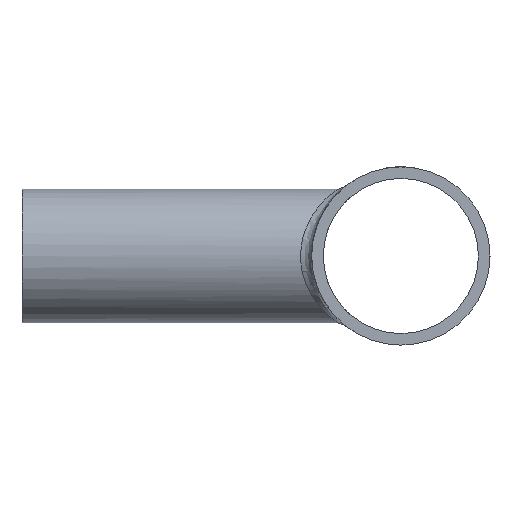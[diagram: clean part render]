
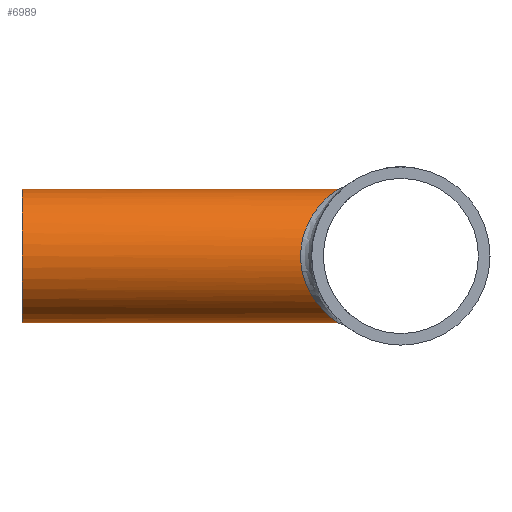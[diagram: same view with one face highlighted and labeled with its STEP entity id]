
A CAD part, left-side view. The second image highlights one B-rep face of the part: STEP entity #6989.
In plain terms, the highlighted cylindrical face has radius 9.525 mm (diameter 19.05 mm), a full revolution.
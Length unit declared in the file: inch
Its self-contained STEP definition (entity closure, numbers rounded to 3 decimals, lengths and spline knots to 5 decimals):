
#141=FACE_BOUND('',#1289,.T.);
#871=FACE_OUTER_BOUND('',#1288,.T.);
#1288=EDGE_LOOP('',(#6528));
#1289=EDGE_LOOP('',(#6529));
#2437=CIRCLE('',#7425,0.375);
#2754=B_SPLINE_CURVE_WITH_KNOTS('',3,(#15121,#15122,#15123,#15124,#15125,
#15126,#15127,#15128,#15129,#15130,#15131,#15132,#15133,#15134,#15135,#15136,
#15137,#15138,#15139,#15140,#15141,#15142),.UNSPECIFIED.,.T.,.F.,(4,1,1,
1,1,1,1,1,1,1,1,1,1,1,1,1,1,1,1,4),(0.,0.21698,0.43397,
0.86793,1.3019,1.51888,1.73586,2.02518,
2.6038,2.89311,3.18242,3.47173,3.90569,
4.33966,4.55664,4.77363,5.20759,5.64156,
5.85854,6.07553),.UNSPECIFIED.);
#3441=VERTEX_POINT('',#15119);
#3442=VERTEX_POINT('',#15144);
#4474=EDGE_CURVE('',#3441,#3441,#2754,.T.);
#4475=EDGE_CURVE('',#3442,#3442,#2437,.T.);
#6528=ORIENTED_EDGE('',*,*,#4475,.T.);
#6529=ORIENTED_EDGE('',*,*,#4474,.F.);
#6581=CYLINDRICAL_SURFACE('',#7424,0.375);
#6989=ADVANCED_FACE('',(#871,#141),#6581,.T.);
#7424=AXIS2_PLACEMENT_3D('',#15143,#8796,#8797);
#7425=AXIS2_PLACEMENT_3D('',#15145,#8798,#8799);
#8796=DIRECTION('center_axis',(0.,-1.,0.));
#8797=DIRECTION('ref_axis',(1.,0.,0.));
#8798=DIRECTION('center_axis',(0.,-1.,0.));
#8799=DIRECTION('ref_axis',(1.,0.,0.));
#15119=CARTESIAN_POINT('',(0.,0.35355,0.375));
#15121=CARTESIAN_POINT('Ctrl Pts',(0.,0.35353,
0.375));
#15122=CARTESIAN_POINT('Ctrl Pts',(-0.02955,0.35353,
0.375));
#15123=CARTESIAN_POINT('Ctrl Pts',(-0.08863,0.36421,
0.36789));
#15124=CARTESIAN_POINT('Ctrl Pts',(-0.19301,0.41406,
0.32916));
#15125=CARTESIAN_POINT('Ctrl Pts',(-0.29821,0.49395,
0.24621));
#15126=CARTESIAN_POINT('Ctrl Pts',(-0.36435,0.55274,
0.11861));
#15127=CARTESIAN_POINT('Ctrl Pts',(-0.3785,0.56576,
-0.0001));
#15128=CARTESIAN_POINT('Ctrl Pts',(-0.36689,0.55492,
-0.09861));
#15129=CARTESIAN_POINT('Ctrl Pts',(-0.31072,0.50556,
-0.23163));
#15130=CARTESIAN_POINT('Ctrl Pts',(-0.20365,0.41743,
-0.32882));
#15131=CARTESIAN_POINT('Ctrl Pts',(-0.0613,0.35165,
-0.3764));
#15132=CARTESIAN_POINT('Ctrl Pts',(0.06119,0.35191,
-0.37639));
#15133=CARTESIAN_POINT('Ctrl Pts',(0.1862,0.40911,-0.33463));
#15134=CARTESIAN_POINT('Ctrl Pts',(0.2981,0.49373,
-0.24625));
#15135=CARTESIAN_POINT('Ctrl Pts',(0.36436,0.55282,
-0.11854));
#15136=CARTESIAN_POINT('Ctrl Pts',(0.37856,0.56574,
-0.00003));
#15137=CARTESIAN_POINT('Ctrl Pts',(0.36431,0.55275,
0.11858));
#15138=CARTESIAN_POINT('Ctrl Pts',(0.29823,0.49394,
0.24625));
#15139=CARTESIAN_POINT('Ctrl Pts',(0.19299,0.41406,0.32916));
#15140=CARTESIAN_POINT('Ctrl Pts',(0.08864,0.36421,
0.3679));
#15141=CARTESIAN_POINT('Ctrl Pts',(0.02955,0.35353,
0.375));
#15142=CARTESIAN_POINT('Ctrl Pts',(0.,0.35353,
0.375));
#15143=CARTESIAN_POINT('Origin',(0.,2.125,0.));
#15144=CARTESIAN_POINT('',(-0.375,2.125,0.));
#15145=CARTESIAN_POINT('Origin',(0.,2.125,0.));
